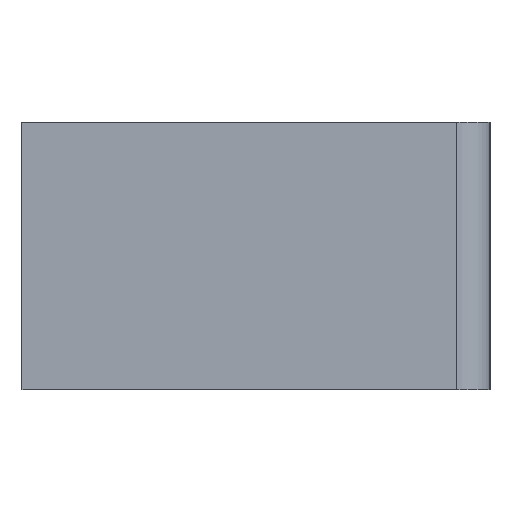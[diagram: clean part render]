
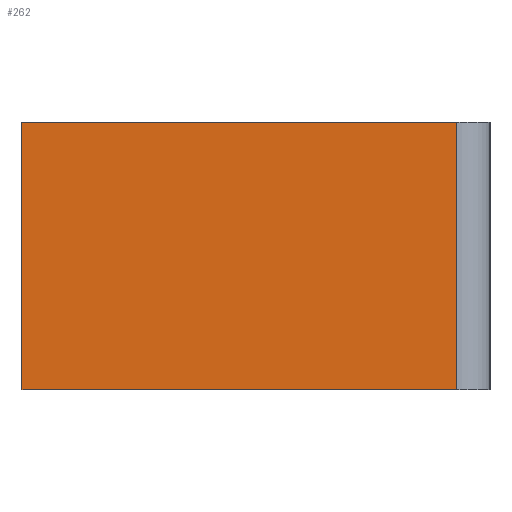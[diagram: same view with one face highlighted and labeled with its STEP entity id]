
A CAD part, left-side view. The second image highlights one B-rep face of the part: STEP entity #262.
In plain terms, the highlighted planar face has unit normal (-1, 0, 0).
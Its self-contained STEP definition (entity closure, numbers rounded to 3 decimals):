
#20=PLANE('',#298);
#34=FACE_OUTER_BOUND('',#48,.T.);
#48=EDGE_LOOP('',(#215,#216,#217,#218));
#62=LINE('',#410,#90);
#67=LINE('',#422,#95);
#73=LINE('',#438,#101);
#74=LINE('',#439,#102);
#90=VECTOR('',#334,10.);
#95=VECTOR('',#345,10.);
#101=VECTOR('',#361,10.);
#102=VECTOR('',#362,10.);
#128=VERTEX_POINT('',#407);
#129=VERTEX_POINT('',#409);
#133=VERTEX_POINT('',#421);
#138=VERTEX_POINT('',#437);
#155=EDGE_CURVE('',#128,#129,#62,.T.);
#161=EDGE_CURVE('',#129,#133,#67,.T.);
#169=EDGE_CURVE('',#138,#128,#73,.T.);
#170=EDGE_CURVE('',#133,#138,#74,.T.);
#215=ORIENTED_EDGE('',*,*,#155,.F.);
#216=ORIENTED_EDGE('',*,*,#169,.F.);
#217=ORIENTED_EDGE('',*,*,#170,.F.);
#218=ORIENTED_EDGE('',*,*,#161,.F.);
#262=ADVANCED_FACE('',(#34),#20,.T.);
#298=AXIS2_PLACEMENT_3D('',#436,#359,#360);
#334=DIRECTION('',(0.,0.,-1.));
#345=DIRECTION('',(0.,1.,0.));
#359=DIRECTION('center_axis',(-1.,0.,0.));
#360=DIRECTION('ref_axis',(0.,-1.,0.));
#361=DIRECTION('',(0.,-1.,0.));
#362=DIRECTION('',(0.,0.,1.));
#407=CARTESIAN_POINT('',(-17.05,-6.5,4.));
#409=CARTESIAN_POINT('',(-17.05,-6.5,0.));
#410=CARTESIAN_POINT('',(-17.05,-6.5,0.));
#421=CARTESIAN_POINT('',(-17.05,0.,0.));
#422=CARTESIAN_POINT('',(-17.05,-7.,0.));
#436=CARTESIAN_POINT('Origin',(-17.05,0.,0.));
#437=CARTESIAN_POINT('',(-17.05,0.,4.));
#438=CARTESIAN_POINT('',(-17.05,-7.,4.));
#439=CARTESIAN_POINT('',(-17.05,0.,0.));
